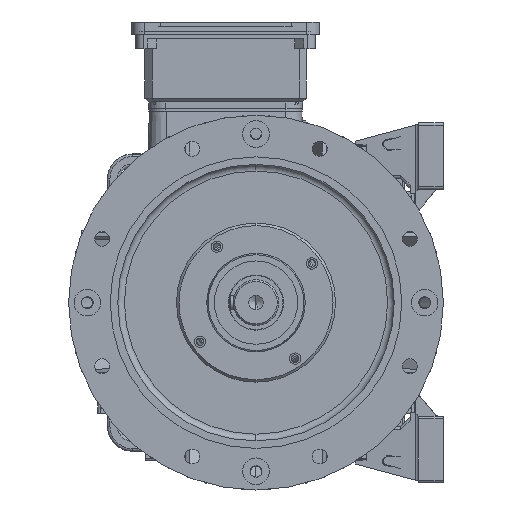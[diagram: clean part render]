
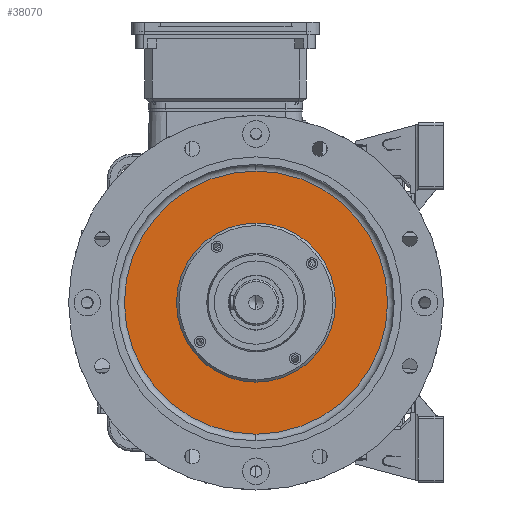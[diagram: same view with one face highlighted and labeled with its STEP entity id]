
A CAD part, left-side view. The second image highlights one B-rep face of the part: STEP entity #38070.
In plain terms, the highlighted planar face has unit normal (-1, 0, 0).
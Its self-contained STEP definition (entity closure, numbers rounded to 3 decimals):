
#12819 = DIRECTION ( 'NONE',  ( -1., 0., 0. ) ) ;
#24732 = DIRECTION ( 'NONE',  ( -1., 0., 0. ) ) ;
#31639 = CARTESIAN_POINT ( 'NONE',  ( 19.5, 0., -158. ) ) ;
#32328 = AXIS2_PLACEMENT_3D ( 'NONE', #101951, #24732, #57639 ) ;
#38070 = ADVANCED_FACE ( 'NONE', ( #192049, #143751 ), #50095, .F. ) ;
#50095 = PLANE ( 'NONE',  #111280 ) ;
#57261 = ORIENTED_EDGE ( 'NONE', *, *, #142518, .T. ) ;
#57639 = DIRECTION ( 'NONE',  ( 0., 0., 1. ) ) ;
#58598 = AXIS2_PLACEMENT_3D ( 'NONE', #171276, #12819, #137420 ) ;
#60207 = VERTEX_POINT ( 'NONE', #100829 ) ;
#63813 = ORIENTED_EDGE ( 'NONE', *, *, #190599, .T. ) ;
#68811 = AXIS2_PLACEMENT_3D ( 'NONE', #140205, #187478, #157633 ) ;
#73441 = DIRECTION ( 'NONE',  ( 0., 0., 1. ) ) ;
#77744 = ORIENTED_EDGE ( 'NONE', *, *, #145779, .F. ) ;
#79961 = CARTESIAN_POINT ( 'NONE',  ( 19.5, 158., 0. ) ) ;
#87260 = VERTEX_POINT ( 'NONE', #186874 ) ;
#94755 = CIRCLE ( 'NONE', #58598, 95.5 ) ;
#100829 = CARTESIAN_POINT ( 'NONE',  ( 19.5, 0., 95.5 ) ) ;
#101951 = CARTESIAN_POINT ( 'NONE',  ( 19.5, 0., 0. ) ) ;
#104301 = EDGE_LOOP ( 'NONE', ( #77744, #149643 ) ) ;
#107374 = DIRECTION ( 'NONE',  ( -1., 0., 0. ) ) ;
#109857 = DIRECTION ( 'NONE',  ( 1., 0., 0. ) ) ;
#110876 = DIRECTION ( 'NONE',  ( 0., 0., -1. ) ) ;
#111280 = AXIS2_PLACEMENT_3D ( 'NONE', #79961, #109857, #110876 ) ;
#117421 = CIRCLE ( 'NONE', #196276, 158. ) ;
#123990 = EDGE_CURVE ( 'NONE', #60207, #145090, #131069, .T. ) ;
#131069 = CIRCLE ( 'NONE', #32328, 95.5 ) ;
#133209 = EDGE_LOOP ( 'NONE', ( #57261, #63813 ) ) ;
#137420 = DIRECTION ( 'NONE',  ( 0., 0., 1. ) ) ;
#140205 = CARTESIAN_POINT ( 'NONE',  ( 19.5, 0., 0. ) ) ;
#142518 = EDGE_CURVE ( 'NONE', #87260, #178982, #117421, .T. ) ;
#143751 = FACE_OUTER_BOUND ( 'NONE', #133209, .T. ) ;
#145090 = VERTEX_POINT ( 'NONE', #164744 ) ;
#145779 = EDGE_CURVE ( 'NONE', #145090, #60207, #94755, .T. ) ;
#149643 = ORIENTED_EDGE ( 'NONE', *, *, #123990, .F. ) ;
#150636 = CARTESIAN_POINT ( 'NONE',  ( 19.5, 0., 0. ) ) ;
#157633 = DIRECTION ( 'NONE',  ( 0., 0., 1. ) ) ;
#164744 = CARTESIAN_POINT ( 'NONE',  ( 19.5, 0., -95.5 ) ) ;
#171276 = CARTESIAN_POINT ( 'NONE',  ( 19.5, 0., 0. ) ) ;
#178982 = VERTEX_POINT ( 'NONE', #31639 ) ;
#180943 = CIRCLE ( 'NONE', #68811, 158. ) ;
#186874 = CARTESIAN_POINT ( 'NONE',  ( 19.5, 0., 158. ) ) ;
#187478 = DIRECTION ( 'NONE',  ( -1., 0., 0. ) ) ;
#190599 = EDGE_CURVE ( 'NONE', #178982, #87260, #180943, .T. ) ;
#192049 = FACE_BOUND ( 'NONE', #104301, .T. ) ;
#196276 = AXIS2_PLACEMENT_3D ( 'NONE', #150636, #107374, #73441 ) ;
